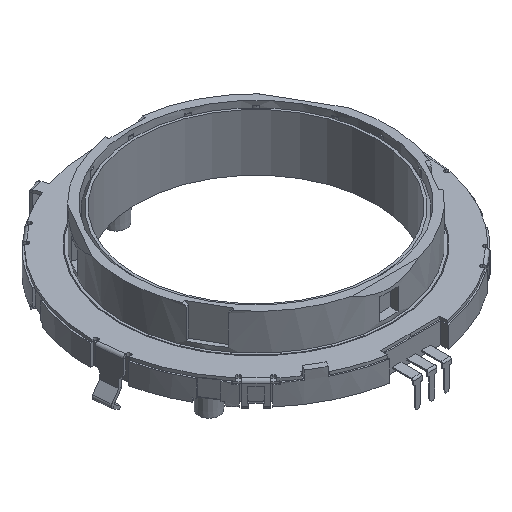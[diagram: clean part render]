
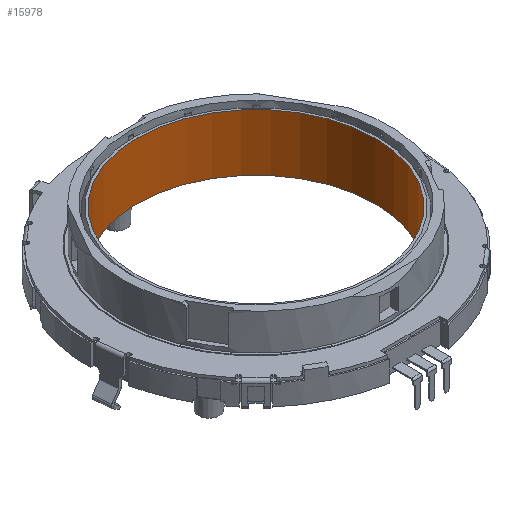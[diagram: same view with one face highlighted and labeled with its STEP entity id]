
A CAD part, isometric view. The second image highlights one B-rep face of the part: STEP entity #15978.
In plain terms, the highlighted cylindrical face has radius 20.3 mm (diameter 40.6 mm), a full revolution.
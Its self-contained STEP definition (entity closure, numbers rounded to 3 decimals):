
#264=CYLINDRICAL_SURFACE('',#17057,20.3);
#761=LINE('',#23880,#2311);
#2311=VECTOR('',#18877,20.3);
#3800=FACE_OUTER_BOUND('',#4785,.T.);
#4785=EDGE_LOOP('',(#10629,#10630,#10631,#10632));
#5828=CIRCLE('',#17023,20.3);
#5862=CIRCLE('',#17058,20.3);
#6591=VERTEX_POINT('',#23758);
#6651=VERTEX_POINT('',#23879);
#8126=EDGE_CURVE('',#6591,#6591,#5828,.T.);
#8186=EDGE_CURVE('',#6591,#6651,#761,.T.);
#8187=EDGE_CURVE('',#6651,#6651,#5862,.T.);
#10629=ORIENTED_EDGE('',*,*,#8126,.T.);
#10630=ORIENTED_EDGE('',*,*,#8186,.T.);
#10631=ORIENTED_EDGE('',*,*,#8187,.T.);
#10632=ORIENTED_EDGE('',*,*,#8186,.F.);
#15978=ADVANCED_FACE('',(#3800),#264,.F.);
#17023=AXIS2_PLACEMENT_3D('',#23759,#18781,#18782);
#17057=AXIS2_PLACEMENT_3D('',#23878,#18875,#18876);
#17058=AXIS2_PLACEMENT_3D('',#23881,#18878,#18879);
#18781=DIRECTION('center_axis',(0.,-1.,0.));
#18782=DIRECTION('ref_axis',(1.,0.,0.));
#18875=DIRECTION('center_axis',(0.,1.,0.));
#18876=DIRECTION('ref_axis',(1.,0.,0.));
#18877=DIRECTION('',(0.,1.,0.));
#18878=DIRECTION('center_axis',(0.,1.,0.));
#18879=DIRECTION('ref_axis',(1.,0.,0.));
#23758=CARTESIAN_POINT('',(-20.3,0.45,0.));
#23759=CARTESIAN_POINT('Origin',(0.,0.45,0.));
#23878=CARTESIAN_POINT('Origin',(0.,0.45,0.));
#23879=CARTESIAN_POINT('',(-20.3,10.15,0.));
#23880=CARTESIAN_POINT('',(-20.3,0.45,0.));
#23881=CARTESIAN_POINT('Origin',(0.,10.15,0.));
